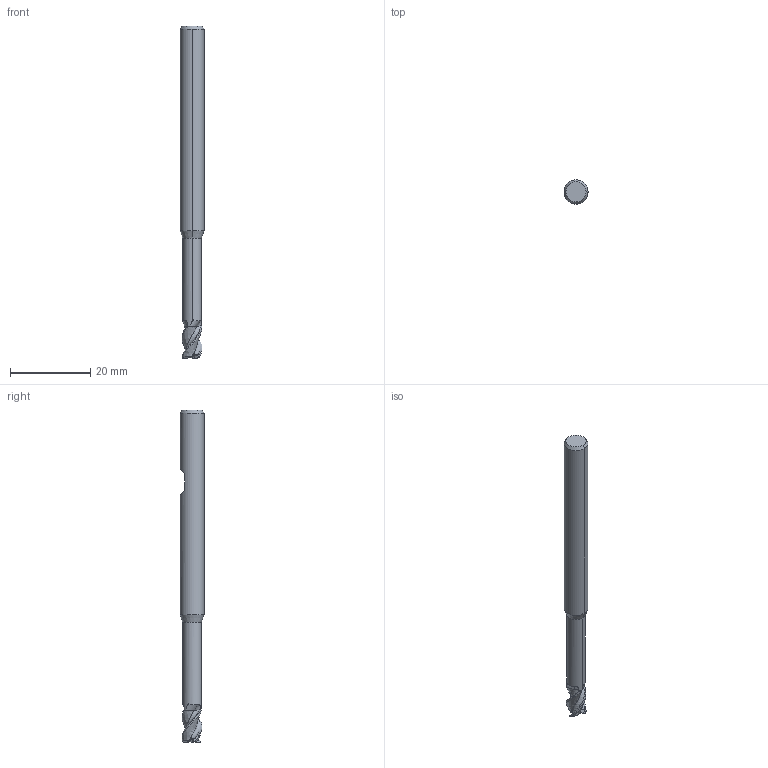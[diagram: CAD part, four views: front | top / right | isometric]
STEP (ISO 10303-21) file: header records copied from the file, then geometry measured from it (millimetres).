
FILE_DESCRIPTION(('no description'),'unknown implementation level');
FILE_NAME('EXN1-M01-0214-5-Detail.stp',' ',('CIMSOURCE GmbH'),('CADClick - KiM GmbH - www.kimweb.de'),'unknown preprocess','ACIS','unknown authorization');
FILE_SCHEMA(('automotive_design'));
Length unit declared in the file: millimetre
Products named in the file (2): NOCUT; CUT
Bounding box: 6 x 6 x 83 mm (x, y, z)
Volume: 1924.2 mm3; surface area: 1605.5 mm2
Topology: 2 solids, 2 shells, 105 faces, 299 edges, 196 vertices
Faces by surface type: plane 41, bspline 27, cone 17, revolution 12, cylinder 8
Entity records: 14957 total; most frequent: CARTESIAN_POINT 9132, STYLED_ITEM 602, PRESENTATION_STYLE_ASSIGNMENT 602, COLOUR_RGB 602, ORIENTED_EDGE 598, DIRECTION 403, EDGE_CURVE 299, CURVE_STYLE 299
